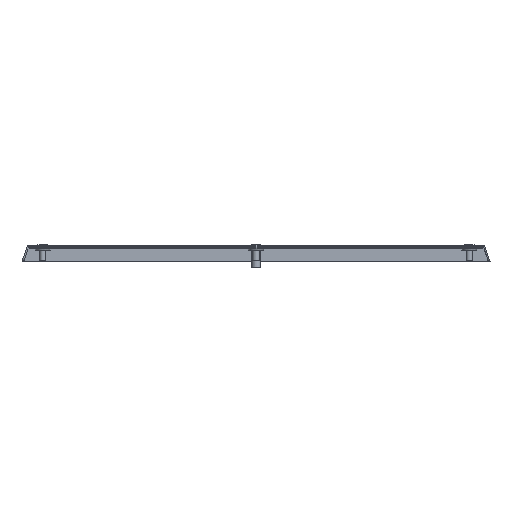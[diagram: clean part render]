
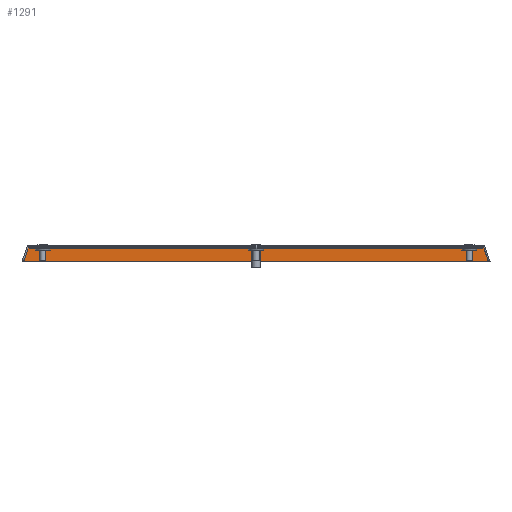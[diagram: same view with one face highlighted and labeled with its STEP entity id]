
A CAD part, front view. The second image highlights one B-rep face of the part: STEP entity #1291.
In plain terms, the highlighted planar face has unit normal (0, -1, 0).
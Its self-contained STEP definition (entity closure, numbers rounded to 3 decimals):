
#10 = EDGE_LOOP ( 'NONE', ( #5179, #4288, #2448, #775 ) ) ;
#25 = PLANE ( 'NONE',  #3462 ) ;
#32 = EDGE_CURVE ( 'NONE', #637, #3772, #855, .T. ) ;
#326 = DIRECTION ( 'NONE',  ( 0.309, 0., -0.951 ) ) ;
#580 = CARTESIAN_POINT ( 'NONE',  ( 223.363, 800.4, -16. ) ) ;
#637 = VERTEX_POINT ( 'NONE', #580 ) ;
#703 = VECTOR ( 'NONE', #2287, 1000. ) ;
#725 = CARTESIAN_POINT ( 'NONE',  ( 0., 800.4, -16. ) ) ;
#775 = ORIENTED_EDGE ( 'NONE', *, *, #1823, .F. ) ;
#855 = LINE ( 'NONE', #725, #703 ) ;
#952 = VERTEX_POINT ( 'NONE', #2220 ) ;
#982 = LINE ( 'NONE', #5751, #6207 ) ;
#1291 = ADVANCED_FACE ( 'NONE', ( #6189 ), #25, .F. ) ;
#1292 = LINE ( 'NONE', #4652, #4604 ) ;
#1410 = CARTESIAN_POINT ( 'NONE',  ( -224.94, 800.4, -16. ) ) ;
#1823 = EDGE_CURVE ( 'NONE', #3772, #952, #1292, .T. ) ;
#1927 = EDGE_CURVE ( 'NONE', #3689, #952, #982, .T. ) ;
#2161 = LINE ( 'NONE', #5524, #2648 ) ;
#2220 = CARTESIAN_POINT ( 'NONE',  ( -218.651, 800.4, -1.5 ) ) ;
#2287 = DIRECTION ( 'NONE',  ( -1., 0., 0. ) ) ;
#2402 = CARTESIAN_POINT ( 'NONE',  ( 218.651, 800.4, -1.5 ) ) ;
#2448 = ORIENTED_EDGE ( 'NONE', *, *, #1927, .T. ) ;
#2648 = VECTOR ( 'NONE', #326, 1000. ) ;
#2839 = DIRECTION ( 'NONE',  ( 0., 1., 0. ) ) ;
#2915 = DIRECTION ( 'NONE',  ( -1., 0., 0. ) ) ;
#3272 = DIRECTION ( 'NONE',  ( 0.309, 0., 0.951 ) ) ;
#3462 = AXIS2_PLACEMENT_3D ( 'NONE', #1410, #2839, #5320 ) ;
#3689 = VERTEX_POINT ( 'NONE', #2402 ) ;
#3772 = VERTEX_POINT ( 'NONE', #3788 ) ;
#3788 = CARTESIAN_POINT ( 'NONE',  ( -223.363, 800.4, -16. ) ) ;
#4288 = ORIENTED_EDGE ( 'NONE', *, *, #6094, .F. ) ;
#4604 = VECTOR ( 'NONE', #3272, 1000. ) ;
#4652 = CARTESIAN_POINT ( 'NONE',  ( -223.513, 800.4, -16.464 ) ) ;
#5179 = ORIENTED_EDGE ( 'NONE', *, *, #32, .F. ) ;
#5320 = DIRECTION ( 'NONE',  ( 0., 0., 1. ) ) ;
#5524 = CARTESIAN_POINT ( 'NONE',  ( 180.554, 800.4, 115.753 ) ) ;
#5751 = CARTESIAN_POINT ( 'NONE',  ( 0., 800.4, -1.5 ) ) ;
#6094 = EDGE_CURVE ( 'NONE', #3689, #637, #2161, .T. ) ;
#6189 = FACE_OUTER_BOUND ( 'NONE', #10, .T. ) ;
#6207 = VECTOR ( 'NONE', #2915, 1000. ) ;
